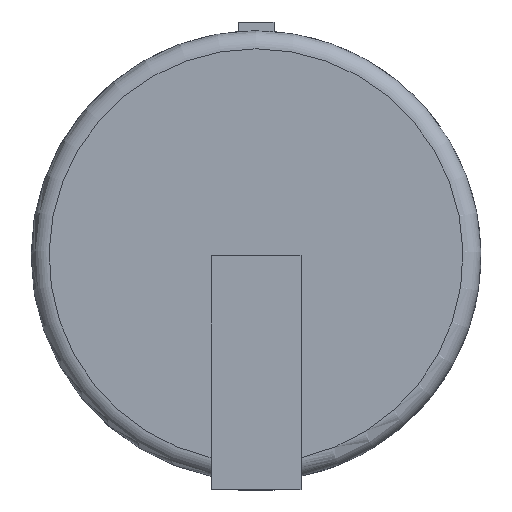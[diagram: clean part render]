
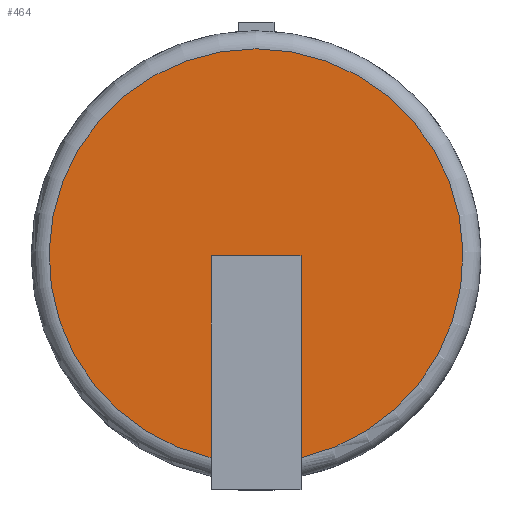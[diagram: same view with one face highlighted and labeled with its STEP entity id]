
A CAD part, top view. The second image highlights one B-rep face of the part: STEP entity #464.
In plain terms, the highlighted planar face has unit normal (0, 0, 1).
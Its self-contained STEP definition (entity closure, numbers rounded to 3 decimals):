
#34=PLANE('',#509);
#78=LINE('',#753,#133);
#86=LINE('',#768,#141);
#90=LINE('',#776,#145);
#133=VECTOR('',#601,10.);
#141=VECTOR('',#615,10.);
#145=VECTOR('',#625,10.);
#169=FACE_OUTER_BOUND('',#193,.T.);
#193=EDGE_LOOP('',(#429,#430,#431,#432));
#195=CIRCLE('',#481,11.5);
#205=VERTEX_POINT('',#633);
#206=VERTEX_POINT('',#644);
#240=VERTEX_POINT('',#751);
#244=VERTEX_POINT('',#766);
#247=EDGE_CURVE('',#205,#206,#195,.T.);
#297=EDGE_CURVE('',#205,#240,#78,.T.);
#305=EDGE_CURVE('',#240,#244,#86,.T.);
#309=EDGE_CURVE('',#244,#206,#90,.T.);
#429=ORIENTED_EDGE('',*,*,#247,.F.);
#430=ORIENTED_EDGE('',*,*,#297,.T.);
#431=ORIENTED_EDGE('',*,*,#305,.T.);
#432=ORIENTED_EDGE('',*,*,#309,.T.);
#464=ADVANCED_FACE('',(#169),#34,.T.);
#481=AXIS2_PLACEMENT_3D('',#645,#515,#516);
#509=AXIS2_PLACEMENT_3D('',#777,#626,#627);
#515=DIRECTION('center_axis',(0.,0.,-1.));
#516=DIRECTION('ref_axis',(0.,1.,0.));
#601=DIRECTION('',(0.,1.,0.));
#615=DIRECTION('',(1.,0.,0.));
#625=DIRECTION('',(0.,-1.,0.));
#626=DIRECTION('center_axis',(0.,0.,1.));
#627=DIRECTION('ref_axis',(1.,0.,0.));
#633=CARTESIAN_POINT('',(-2.5,-11.225,6.7));
#644=CARTESIAN_POINT('',(2.5,-11.225,6.7));
#645=CARTESIAN_POINT('Origin',(0.,0.,6.7));
#751=CARTESIAN_POINT('',(-2.5,0.,6.7));
#753=CARTESIAN_POINT('',(-2.5,-3.25,6.7));
#766=CARTESIAN_POINT('',(2.5,0.,6.7));
#768=CARTESIAN_POINT('',(0.,0.,6.7));
#776=CARTESIAN_POINT('',(2.5,-3.25,6.7));
#777=CARTESIAN_POINT('Origin',(0.,0.,6.7));
